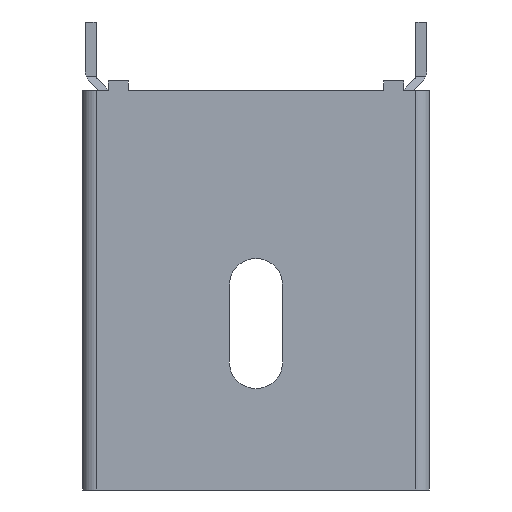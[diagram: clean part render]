
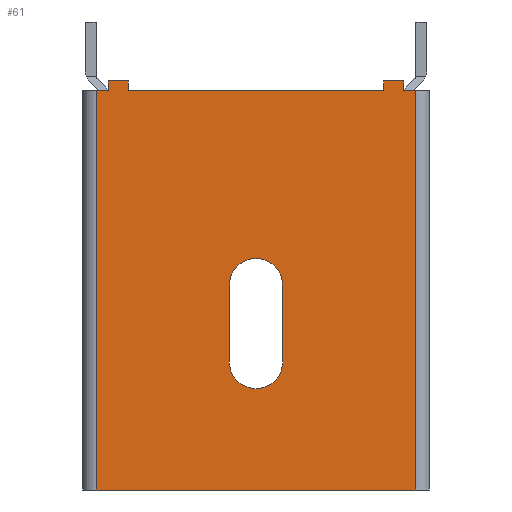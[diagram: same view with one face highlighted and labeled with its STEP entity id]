
A CAD part, front view. The second image highlights one B-rep face of the part: STEP entity #61.
In plain terms, the highlighted planar face has unit normal (0, -1, 0).
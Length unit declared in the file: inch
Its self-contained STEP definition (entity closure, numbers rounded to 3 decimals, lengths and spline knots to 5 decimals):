
#14 = DIRECTION ( 'NONE',  ( 1., 0., 0. ) ) ;
#35 = VERTEX_POINT ( 'NONE', #1069 ) ;
#38 = CIRCLE ( 'NONE', #1938, 0.07677 ) ;
#57 = DIRECTION ( 'NONE',  ( 0., 1., 0. ) ) ;
#58 = VERTEX_POINT ( 'NONE', #3110 ) ;
#61 = ADVANCED_FACE ( 'NONE', ( #846, #486 ), #2679, .F. ) ;
#66 = ORIENTED_EDGE ( 'NONE', *, *, #3332, .T. ) ;
#96 = CARTESIAN_POINT ( 'NONE',  ( -0.07677, 0., 0.01476 ) ) ;
#112 = LINE ( 'NONE', #3738, #406 ) ;
#162 = EDGE_CURVE ( 'NONE', #2925, #1881, #232, .T. ) ;
#195 = LINE ( 'NONE', #2318, #882 ) ;
#203 = EDGE_CURVE ( 'NONE', #3119, #3045, #3203, .T. ) ;
#224 = CARTESIAN_POINT ( 'NONE',  ( 0.36772, 0., 0.60413 ) ) ;
#232 = LINE ( 'NONE', #253, #2128 ) ;
#239 = AXIS2_PLACEMENT_3D ( 'NONE', #494, #1397, #831 ) ;
#253 = CARTESIAN_POINT ( 'NONE',  ( -0.46063, 0., -0.57579 ) ) ;
#317 = ORIENTED_EDGE ( 'NONE', *, *, #1712, .T. ) ;
#386 = VERTEX_POINT ( 'NONE', #2236 ) ;
#406 = VECTOR ( 'NONE', #718, 39.37008 ) ;
#439 = CARTESIAN_POINT ( 'NONE',  ( 0., 0., 0.01476 ) ) ;
#440 = EDGE_CURVE ( 'NONE', #2548, #3534, #38, .T. ) ;
#445 = CARTESIAN_POINT ( 'NONE',  ( -0.46063, 0., 0.57579 ) ) ;
#465 = EDGE_CURVE ( 'NONE', #386, #2899, #2514, .T. ) ;
#486 = FACE_BOUND ( 'NONE', #2426, .T. ) ;
#494 = CARTESIAN_POINT ( 'NONE',  ( 0., 0., -0.2065 ) ) ;
#498 = EDGE_CURVE ( 'NONE', #2899, #2392, #3476, .T. ) ;
#530 = LINE ( 'NONE', #3233, #674 ) ;
#597 = CARTESIAN_POINT ( 'NONE',  ( -0.46063, 0., 0.57579 ) ) ;
#605 = ORIENTED_EDGE ( 'NONE', *, *, #440, .T. ) ;
#665 = VECTOR ( 'NONE', #1225, 39.37008 ) ;
#674 = VECTOR ( 'NONE', #3567, 39.37008 ) ;
#704 = DIRECTION ( 'NONE',  ( 0., 0., 1. ) ) ;
#718 = DIRECTION ( 'NONE',  ( 1., 0., 0. ) ) ;
#743 = CARTESIAN_POINT ( 'NONE',  ( -0.42559, 0., 0.57579 ) ) ;
#753 = DIRECTION ( 'NONE',  ( 0., 0., 1. ) ) ;
#755 = EDGE_CURVE ( 'NONE', #3204, #2228, #2080, .T. ) ;
#773 = ORIENTED_EDGE ( 'NONE', *, *, #3186, .T. ) ;
#824 = DIRECTION ( 'NONE',  ( 0., 0., -1. ) ) ;
#831 = DIRECTION ( 'NONE',  ( 0., 0., 1. ) ) ;
#836 = EDGE_CURVE ( 'NONE', #2228, #2115, #2976, .T. ) ;
#846 = FACE_OUTER_BOUND ( 'NONE', #2446, .T. ) ;
#882 = VECTOR ( 'NONE', #824, 39.37008 ) ;
#937 = VECTOR ( 'NONE', #753, 39.37008 ) ;
#960 = LINE ( 'NONE', #1282, #2197 ) ;
#1003 = DIRECTION ( 'NONE',  ( 0., 0., 1. ) ) ;
#1012 = CARTESIAN_POINT ( 'NONE',  ( -0.46063, 0., -0.57579 ) ) ;
#1058 = VECTOR ( 'NONE', #14, 39.37008 ) ;
#1063 = CARTESIAN_POINT ( 'NONE',  ( -0.42559, 0., 0.60413 ) ) ;
#1069 = CARTESIAN_POINT ( 'NONE',  ( 0.46063, 0., 0.57579 ) ) ;
#1143 = CARTESIAN_POINT ( 'NONE',  ( 0.42559, 0., 0.60413 ) ) ;
#1162 = CARTESIAN_POINT ( 'NONE',  ( 0.36772, 0., 0.60413 ) ) ;
#1214 = CARTESIAN_POINT ( 'NONE',  ( 0.42559, 0., 0.57579 ) ) ;
#1225 = DIRECTION ( 'NONE',  ( 1., 0., 0. ) ) ;
#1282 = CARTESIAN_POINT ( 'NONE',  ( 0.36772, 0., 0.57579 ) ) ;
#1386 = VECTOR ( 'NONE', #1584, 39.37008 ) ;
#1397 = DIRECTION ( 'NONE',  ( 0., 1., 0. ) ) ;
#1421 = EDGE_CURVE ( 'NONE', #58, #2993, #1945, .T. ) ;
#1440 = VECTOR ( 'NONE', #3201, 39.37008 ) ;
#1450 = EDGE_CURVE ( 'NONE', #35, #1881, #530, .T. ) ;
#1466 = DIRECTION ( 'NONE',  ( 1., 0., 0. ) ) ;
#1481 = CARTESIAN_POINT ( 'NONE',  ( -0.46063, 0., 0.57579 ) ) ;
#1526 = VERTEX_POINT ( 'NONE', #2372 ) ;
#1572 = EDGE_CURVE ( 'NONE', #3347, #2392, #3910, .T. ) ;
#1584 = DIRECTION ( 'NONE',  ( 0., 0., -1. ) ) ;
#1616 = DIRECTION ( 'NONE',  ( 0., 0., -1. ) ) ;
#1647 = ORIENTED_EDGE ( 'NONE', *, *, #755, .T. ) ;
#1707 = CARTESIAN_POINT ( 'NONE',  ( -0.36772, 0., 0.57579 ) ) ;
#1712 = EDGE_CURVE ( 'NONE', #3534, #1526, #1863, .T. ) ;
#1846 = DIRECTION ( 'NONE',  ( 0., 0., -1. ) ) ;
#1863 = CIRCLE ( 'NONE', #2963, 0.07677 ) ;
#1881 = VERTEX_POINT ( 'NONE', #2039 ) ;
#1920 = CARTESIAN_POINT ( 'NONE',  ( -0.07677, 0., -0.2065 ) ) ;
#1938 = AXIS2_PLACEMENT_3D ( 'NONE', #439, #3164, #1003 ) ;
#1945 = CIRCLE ( 'NONE', #239, 0.07677 ) ;
#1961 = CARTESIAN_POINT ( 'NONE',  ( -0.46063, 0., 0.57579 ) ) ;
#2039 = CARTESIAN_POINT ( 'NONE',  ( 0.46063, 0., -0.57579 ) ) ;
#2080 = LINE ( 'NONE', #3574, #1440 ) ;
#2101 = EDGE_CURVE ( 'NONE', #3204, #35, #112, .T. ) ;
#2113 = CARTESIAN_POINT ( 'NONE',  ( -0.42559, 0., 0.57579 ) ) ;
#2115 = VERTEX_POINT ( 'NONE', #224 ) ;
#2128 = VECTOR ( 'NONE', #1466, 39.37008 ) ;
#2165 = DIRECTION ( 'NONE',  ( 0., 0., 1. ) ) ;
#2186 = ORIENTED_EDGE ( 'NONE', *, *, #2567, .T. ) ;
#2197 = VECTOR ( 'NONE', #1846, 39.37008 ) ;
#2222 = ORIENTED_EDGE ( 'NONE', *, *, #498, .T. ) ;
#2228 = VERTEX_POINT ( 'NONE', #1143 ) ;
#2234 = ORIENTED_EDGE ( 'NONE', *, *, #1572, .F. ) ;
#2236 = CARTESIAN_POINT ( 'NONE',  ( -0.36772, 0., 0.60413 ) ) ;
#2304 = DIRECTION ( 'NONE',  ( 1., 0., 0. ) ) ;
#2318 = CARTESIAN_POINT ( 'NONE',  ( 0.07677, 0., 0.01476 ) ) ;
#2319 = DIRECTION ( 'NONE',  ( 0., 1., 0. ) ) ;
#2372 = CARTESIAN_POINT ( 'NONE',  ( 0.07677, 0., 0.01476 ) ) ;
#2381 = DIRECTION ( 'NONE',  ( -1., 0., 0. ) ) ;
#2382 = ORIENTED_EDGE ( 'NONE', *, *, #3509, .T. ) ;
#2392 = VERTEX_POINT ( 'NONE', #2113 ) ;
#2394 = AXIS2_PLACEMENT_3D ( 'NONE', #1481, #2319, #2304 ) ;
#2426 = EDGE_LOOP ( 'NONE', ( #2440, #605, #317, #2382, #3221 ) ) ;
#2429 = ORIENTED_EDGE ( 'NONE', *, *, #836, .T. ) ;
#2440 = ORIENTED_EDGE ( 'NONE', *, *, #2988, .T. ) ;
#2446 = EDGE_LOOP ( 'NONE', ( #3311, #2860, #3173, #1647, #2429, #2186, #3441, #773, #3289, #2222, #2234, #66 ) ) ;
#2514 = LINE ( 'NONE', #1063, #3078 ) ;
#2521 = VECTOR ( 'NONE', #2165, 39.37008 ) ;
#2548 = VERTEX_POINT ( 'NONE', #3655 ) ;
#2567 = EDGE_CURVE ( 'NONE', #2115, #3045, #960, .T. ) ;
#2679 = PLANE ( 'NONE',  #2394 ) ;
#2721 = LINE ( 'NONE', #3930, #2521 ) ;
#2860 = ORIENTED_EDGE ( 'NONE', *, *, #1450, .F. ) ;
#2899 = VERTEX_POINT ( 'NONE', #3368 ) ;
#2925 = VERTEX_POINT ( 'NONE', #1012 ) ;
#2963 = AXIS2_PLACEMENT_3D ( 'NONE', #3701, #57, #704 ) ;
#2976 = LINE ( 'NONE', #1162, #3913 ) ;
#2988 = EDGE_CURVE ( 'NONE', #2993, #2548, #3100, .T. ) ;
#2993 = VERTEX_POINT ( 'NONE', #1920 ) ;
#3045 = VERTEX_POINT ( 'NONE', #3828 ) ;
#3078 = VECTOR ( 'NONE', #3756, 39.37008 ) ;
#3100 = LINE ( 'NONE', #96, #937 ) ;
#3110 = CARTESIAN_POINT ( 'NONE',  ( 0.07677, 0., -0.2065 ) ) ;
#3119 = VERTEX_POINT ( 'NONE', #1707 ) ;
#3164 = DIRECTION ( 'NONE',  ( 0., 1., 0. ) ) ;
#3173 = ORIENTED_EDGE ( 'NONE', *, *, #2101, .F. ) ;
#3186 = EDGE_CURVE ( 'NONE', #3119, #386, #2721, .T. ) ;
#3201 = DIRECTION ( 'NONE',  ( 0., 0., 1. ) ) ;
#3203 = LINE ( 'NONE', #597, #665 ) ;
#3204 = VERTEX_POINT ( 'NONE', #1214 ) ;
#3221 = ORIENTED_EDGE ( 'NONE', *, *, #1421, .T. ) ;
#3233 = CARTESIAN_POINT ( 'NONE',  ( 0.46063, 0., 0.57579 ) ) ;
#3289 = ORIENTED_EDGE ( 'NONE', *, *, #465, .T. ) ;
#3311 = ORIENTED_EDGE ( 'NONE', *, *, #162, .T. ) ;
#3332 = EDGE_CURVE ( 'NONE', #3347, #2925, #3698, .T. ) ;
#3347 = VERTEX_POINT ( 'NONE', #445 ) ;
#3368 = CARTESIAN_POINT ( 'NONE',  ( -0.42559, 0., 0.60413 ) ) ;
#3441 = ORIENTED_EDGE ( 'NONE', *, *, #203, .F. ) ;
#3476 = LINE ( 'NONE', #743, #3515 ) ;
#3509 = EDGE_CURVE ( 'NONE', #1526, #58, #195, .T. ) ;
#3515 = VECTOR ( 'NONE', #1616, 39.37008 ) ;
#3518 = CARTESIAN_POINT ( 'NONE',  ( 0., 0., 0.09154 ) ) ;
#3534 = VERTEX_POINT ( 'NONE', #3518 ) ;
#3567 = DIRECTION ( 'NONE',  ( 0., 0., -1. ) ) ;
#3574 = CARTESIAN_POINT ( 'NONE',  ( 0.42559, 0., 0.57579 ) ) ;
#3610 = CARTESIAN_POINT ( 'NONE',  ( -0.46063, 0., 0.57579 ) ) ;
#3655 = CARTESIAN_POINT ( 'NONE',  ( -0.07677, 0., 0.01476 ) ) ;
#3698 = LINE ( 'NONE', #1961, #1386 ) ;
#3701 = CARTESIAN_POINT ( 'NONE',  ( 0., 0., 0.01476 ) ) ;
#3738 = CARTESIAN_POINT ( 'NONE',  ( -0.46063, 0., 0.57579 ) ) ;
#3756 = DIRECTION ( 'NONE',  ( -1., 0., 0. ) ) ;
#3828 = CARTESIAN_POINT ( 'NONE',  ( 0.36772, 0., 0.57579 ) ) ;
#3910 = LINE ( 'NONE', #3610, #1058 ) ;
#3913 = VECTOR ( 'NONE', #2381, 39.37008 ) ;
#3930 = CARTESIAN_POINT ( 'NONE',  ( -0.36772, 0., 0.57579 ) ) ;
